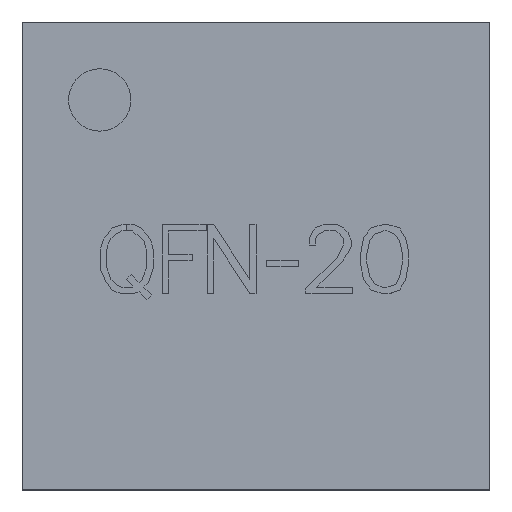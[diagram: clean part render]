
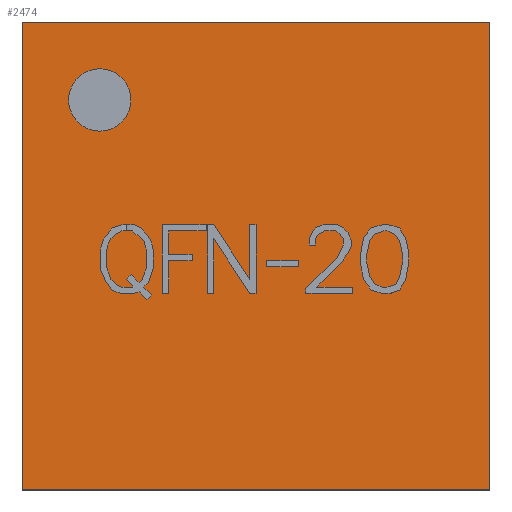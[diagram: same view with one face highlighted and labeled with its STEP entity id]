
A CAD part, top view. The second image highlights one B-rep face of the part: STEP entity #2474.
In plain terms, the highlighted planar face has unit normal (0, 0, 1).
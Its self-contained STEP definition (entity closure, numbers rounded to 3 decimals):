
#2359 = ORIENTED_EDGE ( 'NONE', *, *, #2473, .T. ) ;
#2406 = EDGE_CURVE ( 'NONE', #2407, #2408, #5221, .T. ) ;
#2407 = VERTEX_POINT ( 'NONE', #5223 ) ;
#2408 = VERTEX_POINT ( 'NONE', #5276 ) ;
#2409 = ORIENTED_EDGE ( 'NONE', *, *, #2410, .T. ) ;
#2410 = EDGE_CURVE ( 'NONE', #2408, #2411, #5261, .T. ) ;
#2411 = VERTEX_POINT ( 'NONE', #5290 ) ;
#2412 = ORIENTED_EDGE ( 'NONE', *, *, #2498, .T. ) ;
#2415 = VERTEX_POINT ( 'NONE', #5232 ) ;
#2473 = EDGE_CURVE ( 'NONE', #2415, #2407, #5314, .T. ) ;
#2474 = ADVANCED_FACE ( 'NONE', ( #5324 ), #5355, .F. ) ;
#2475 = EDGE_LOOP ( 'NONE', ( #2476, #2409, #2412, #2359 ) ) ;
#2476 = ORIENTED_EDGE ( 'NONE', *, *, #2406, .T. ) ;
#2498 = EDGE_CURVE ( 'NONE', #2411, #2415, #5386, .T. ) ;
#5218 = DIRECTION ( 'NONE',  ( 1., 0., 0. ) ) ;
#5219 = VECTOR ( 'NONE', #5218, 1000. ) ;
#5220 = CARTESIAN_POINT ( 'NONE',  ( -1.5, -1.5, 0.58 ) ) ;
#5221 = LINE ( 'NONE', #5220, #5219 ) ;
#5223 = CARTESIAN_POINT ( 'NONE',  ( -1.5, -1.5, 0.58 ) ) ;
#5232 = CARTESIAN_POINT ( 'NONE',  ( -1.5, 1.5, 0.58 ) ) ;
#5239 = DIRECTION ( 'NONE',  ( 0., 1., 0. ) ) ;
#5240 = VECTOR ( 'NONE', #5239, 1000. ) ;
#5260 = CARTESIAN_POINT ( 'NONE',  ( 1.5, -1.5, 0.58 ) ) ;
#5261 = LINE ( 'NONE', #5260, #5240 ) ;
#5276 = CARTESIAN_POINT ( 'NONE',  ( 1.5, -1.5, 0.58 ) ) ;
#5290 = CARTESIAN_POINT ( 'NONE',  ( 1.5, 1.5, 0.58 ) ) ;
#5311 = DIRECTION ( 'NONE',  ( 0., -1., 0. ) ) ;
#5312 = VECTOR ( 'NONE', #5311, 1000. ) ;
#5313 = CARTESIAN_POINT ( 'NONE',  ( -1.5, 1.5, 0.58 ) ) ;
#5314 = LINE ( 'NONE', #5313, #5312 ) ;
#5324 = FACE_OUTER_BOUND ( 'NONE', #2475, .T. ) ;
#5351 = DIRECTION ( 'NONE',  ( -1., 0., 0. ) ) ;
#5352 = DIRECTION ( 'NONE',  ( 0., 0., -1. ) ) ;
#5353 = CARTESIAN_POINT ( 'NONE',  ( -1.5, 1.5, 0.58 ) ) ;
#5354 = AXIS2_PLACEMENT_3D ( 'NONE', #5353, #5352, #5351 ) ;
#5355 = PLANE ( 'NONE',  #5354 ) ;
#5372 = VECTOR ( 'NONE', #5384, 1000. ) ;
#5384 = DIRECTION ( 'NONE',  ( -1., 0., 0. ) ) ;
#5385 = CARTESIAN_POINT ( 'NONE',  ( 1.5, 1.5, 0.58 ) ) ;
#5386 = LINE ( 'NONE', #5385, #5372 ) ;
